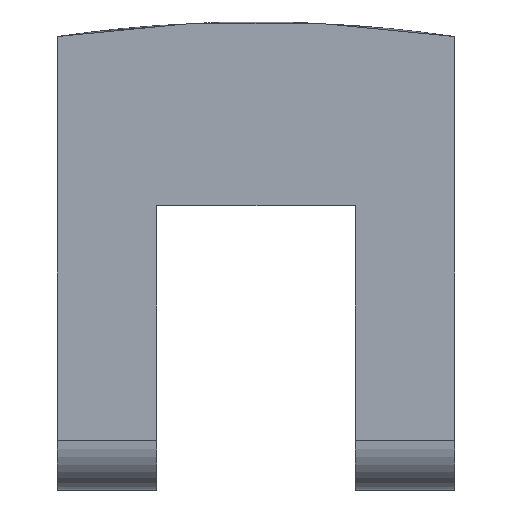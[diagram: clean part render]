
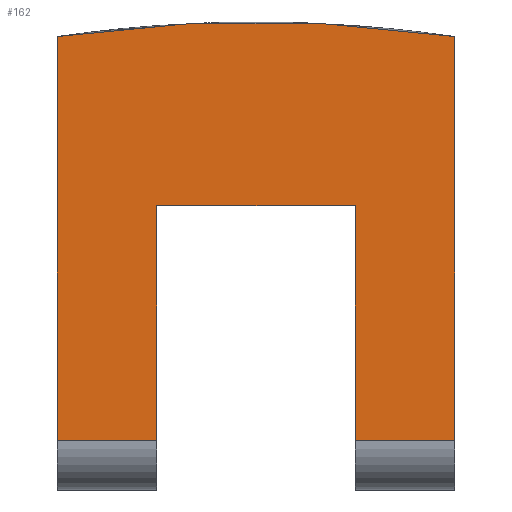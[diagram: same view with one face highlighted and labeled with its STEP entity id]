
A CAD part, front view. The second image highlights one B-rep face of the part: STEP entity #162.
In plain terms, the highlighted planar face has unit normal (0, -1, 0).
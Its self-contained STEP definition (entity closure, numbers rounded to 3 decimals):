
#29 = ORIENTED_EDGE ( 'NONE', *, *, #73, .T. ) ;
#68 = VERTEX_POINT ( 'NONE', #1777 ) ;
#73 = EDGE_CURVE ( 'NONE', #578, #1305, #696, .T. ) ;
#146 = CIRCLE ( 'NONE', #948, 68.75 ) ;
#162 = ADVANCED_FACE ( 'NONE', ( #1407 ), #1678, .F. ) ;
#164 = VECTOR ( 'NONE', #1352, 1000. ) ;
#195 = DIRECTION ( 'NONE',  ( 1., 0., 0. ) ) ;
#207 = LINE ( 'NONE', #751, #516 ) ;
#225 = CARTESIAN_POINT ( 'NONE',  ( -10., 0., 47.691 ) ) ;
#235 = LINE ( 'NONE', #788, #799 ) ;
#236 = EDGE_CURVE ( 'NONE', #1390, #68, #1367, .T. ) ;
#241 = DIRECTION ( 'NONE',  ( 0., 1., 0. ) ) ;
#350 = VERTEX_POINT ( 'NONE', #636 ) ;
#360 = ORIENTED_EDGE ( 'NONE', *, *, #236, .T. ) ;
#376 = LINE ( 'NONE', #771, #1430 ) ;
#418 = CARTESIAN_POINT ( 'NONE',  ( 5., 0., 0. ) ) ;
#473 = VERTEX_POINT ( 'NONE', #225 ) ;
#475 = VECTOR ( 'NONE', #1620, 1000. ) ;
#476 = ORIENTED_EDGE ( 'NONE', *, *, #879, .T. ) ;
#516 = VECTOR ( 'NONE', #195, 1000. ) ;
#522 = CARTESIAN_POINT ( 'NONE',  ( -5., 0., 59.5 ) ) ;
#571 = DIRECTION ( 'NONE',  ( 0., 0., -1. ) ) ;
#578 = VERTEX_POINT ( 'NONE', #820 ) ;
#589 = DIRECTION ( 'NONE',  ( 0., 0., 1. ) ) ;
#636 = CARTESIAN_POINT ( 'NONE',  ( -5., 0., 47.691 ) ) ;
#647 = CARTESIAN_POINT ( 'NONE',  ( 0., 0., 59.5 ) ) ;
#658 = AXIS2_PLACEMENT_3D ( 'NONE', #1267, #1565, #589 ) ;
#696 = LINE ( 'NONE', #418, #1605 ) ;
#715 = DIRECTION ( 'NONE',  ( 1., 0., 0. ) ) ;
#751 = CARTESIAN_POINT ( 'NONE',  ( 10., 0., 47.691 ) ) ;
#771 = CARTESIAN_POINT ( 'NONE',  ( -10., 0., 0. ) ) ;
#780 = DIRECTION ( 'NONE',  ( 0., 0., -1. ) ) ;
#784 = DIRECTION ( 'NONE',  ( 0., 0., 1. ) ) ;
#788 = CARTESIAN_POINT ( 'NONE',  ( -5., 0., 0. ) ) ;
#799 = VECTOR ( 'NONE', #780, 1000. ) ;
#820 = CARTESIAN_POINT ( 'NONE',  ( 5., 0., 59.5 ) ) ;
#823 = EDGE_CURVE ( 'NONE', #1466, #68, #146, .T. ) ;
#879 = EDGE_CURVE ( 'NONE', #473, #350, #1237, .T. ) ;
#917 = CARTESIAN_POINT ( 'NONE',  ( 0., 0., 0. ) ) ;
#948 = AXIS2_PLACEMENT_3D ( 'NONE', #917, #241, #784 ) ;
#957 = CARTESIAN_POINT ( 'NONE',  ( 5., 0., 47.691 ) ) ;
#1002 = ORIENTED_EDGE ( 'NONE', *, *, #1683, .T. ) ;
#1032 = ORIENTED_EDGE ( 'NONE', *, *, #1465, .F. ) ;
#1040 = DIRECTION ( 'NONE',  ( 0., 0., 1. ) ) ;
#1118 = VECTOR ( 'NONE', #715, 1000. ) ;
#1139 = EDGE_LOOP ( 'NONE', ( #1032, #476, #1225, #1547, #29, #1002, #360, #1438 ) ) ;
#1197 = EDGE_CURVE ( 'NONE', #1461, #578, #1210, .T. ) ;
#1210 = LINE ( 'NONE', #647, #475 ) ;
#1225 = ORIENTED_EDGE ( 'NONE', *, *, #1496, .F. ) ;
#1230 = CARTESIAN_POINT ( 'NONE',  ( 10., 0., 0. ) ) ;
#1237 = LINE ( 'NONE', #1638, #1118 ) ;
#1267 = CARTESIAN_POINT ( 'NONE',  ( 0., 0., 0. ) ) ;
#1305 = VERTEX_POINT ( 'NONE', #957 ) ;
#1352 = DIRECTION ( 'NONE',  ( 0., 0., 1. ) ) ;
#1367 = LINE ( 'NONE', #1230, #164 ) ;
#1390 = VERTEX_POINT ( 'NONE', #1679 ) ;
#1407 = FACE_OUTER_BOUND ( 'NONE', #1139, .T. ) ;
#1430 = VECTOR ( 'NONE', #1040, 1000. ) ;
#1438 = ORIENTED_EDGE ( 'NONE', *, *, #823, .F. ) ;
#1461 = VERTEX_POINT ( 'NONE', #522 ) ;
#1465 = EDGE_CURVE ( 'NONE', #473, #1466, #376, .T. ) ;
#1466 = VERTEX_POINT ( 'NONE', #1593 ) ;
#1496 = EDGE_CURVE ( 'NONE', #1461, #350, #235, .T. ) ;
#1547 = ORIENTED_EDGE ( 'NONE', *, *, #1197, .T. ) ;
#1565 = DIRECTION ( 'NONE',  ( 0., 1., 0. ) ) ;
#1593 = CARTESIAN_POINT ( 'NONE',  ( -10., 0., 68.019 ) ) ;
#1605 = VECTOR ( 'NONE', #571, 1000. ) ;
#1620 = DIRECTION ( 'NONE',  ( 1., 0., 0. ) ) ;
#1638 = CARTESIAN_POINT ( 'NONE',  ( -5., 0., 47.691 ) ) ;
#1678 = PLANE ( 'NONE',  #658 ) ;
#1679 = CARTESIAN_POINT ( 'NONE',  ( 10., 0., 47.691 ) ) ;
#1683 = EDGE_CURVE ( 'NONE', #1305, #1390, #207, .T. ) ;
#1777 = CARTESIAN_POINT ( 'NONE',  ( 10., 0., 68.019 ) ) ;
